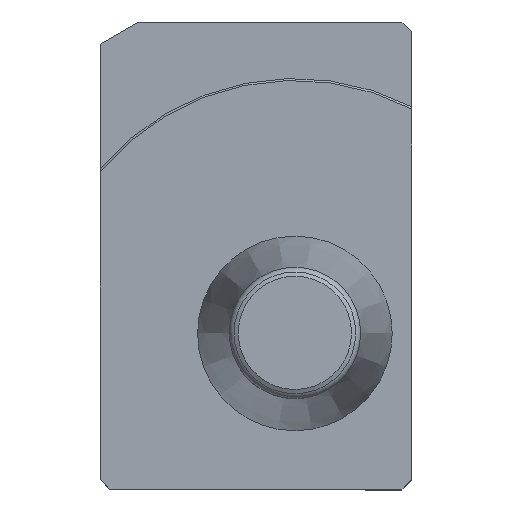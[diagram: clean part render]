
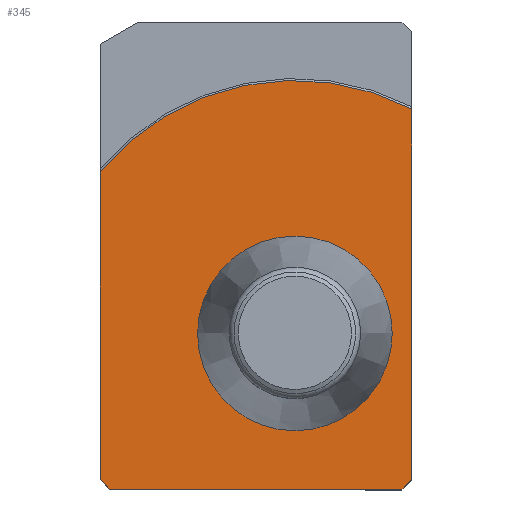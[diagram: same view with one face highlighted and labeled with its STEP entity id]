
A CAD part, top view. The second image highlights one B-rep face of the part: STEP entity #345.
In plain terms, the highlighted planar face has unit normal (0, 0, 1).
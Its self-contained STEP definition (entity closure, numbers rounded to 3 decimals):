
#150=FACE_BOUND('',#619,.T.);
#151=FACE_BOUND('',#620,.T.);
#221=CIRCLE('',#2133,13.);
#222=CIRCLE('',#2142,5.);
#345=ADVANCED_FACE('SHANK_NECK_TOP_1',(#150,#151),#452,.T.);
#452=PLANE('',#2143);
#619=EDGE_LOOP('',(#872));
#620=EDGE_LOOP('',(#873,#874,#875,#876,#877,#878));
#872=ORIENTED_EDGE('',*,*,#1561,.T.);
#873=ORIENTED_EDGE('',*,*,#1500,.F.);
#874=ORIENTED_EDGE('',*,*,#1555,.F.);
#875=ORIENTED_EDGE('',*,*,#1532,.F.);
#876=ORIENTED_EDGE('',*,*,#1554,.F.);
#877=ORIENTED_EDGE('',*,*,#1548,.F.);
#878=ORIENTED_EDGE('',*,*,#1551,.F.);
#1314=VERTEX_POINT('',#2848);
#1315=VERTEX_POINT('',#2850);
#1335=VERTEX_POINT('',#2937);
#1336=VERTEX_POINT('',#2939);
#1344=VERTEX_POINT('',#2965);
#1345=VERTEX_POINT('',#2967);
#1351=VERTEX_POINT('',#2998);
#1500=EDGE_CURVE('',#1314,#1315,#1775,.T.);
#1532=EDGE_CURVE('',#1335,#1336,#1798,.T.);
#1548=EDGE_CURVE('',#1344,#1345,#1812,.T.);
#1551=EDGE_CURVE('',#1315,#1344,#1814,.T.);
#1554=EDGE_CURVE('',#1345,#1335,#221,.T.);
#1555=EDGE_CURVE('',#1336,#1314,#1816,.T.);
#1561=EDGE_CURVE('',#1351,#1351,#222,.T.);
#1775=LINE('',#2849,#1917);
#1798=LINE('',#2938,#1940);
#1812=LINE('',#2966,#1954);
#1814=LINE('',#2975,#1956);
#1816=LINE('',#2983,#1958);
#1917=VECTOR('',#2300,1.);
#1940=VECTOR('',#2353,1.);
#1954=VECTOR('',#2377,1.);
#1956=VECTOR('',#2381,1.);
#1958=VECTOR('',#2395,1.);
#2133=AXIS2_PLACEMENT_3D('',#2981,#2391,#2392);
#2142=AXIS2_PLACEMENT_3D('',#2997,#2412,#2413);
#2143=AXIS2_PLACEMENT_3D('',#2999,#2414,#2415);
#2300=DIRECTION('',(-1.,0.,0.));
#2353=DIRECTION('',(0.,-1.,0.));
#2377=DIRECTION('',(0.,1.,0.));
#2381=DIRECTION('',(-0.707,0.707,0.));
#2391=DIRECTION('',(0.,0.,-1.));
#2392=DIRECTION('',(1.,0.,0.));
#2395=DIRECTION('',(-0.707,-0.707,0.));
#2412=DIRECTION('',(0.,0.,-1.));
#2413=DIRECTION('',(-1.,0.,0.));
#2414=DIRECTION('',(0.,0.,1.));
#2415=DIRECTION('',(-1.,0.,0.));
#2848=CARTESIAN_POINT('',(5.5,-8.,0.));
#2849=CARTESIAN_POINT('',(6.,-8.,0.));
#2850=CARTESIAN_POINT('',(-9.5,-8.,0.));
#2937=CARTESIAN_POINT('',(6.,11.533,0.));
#2938=CARTESIAN_POINT('',(6.,16.,0.));
#2939=CARTESIAN_POINT('',(6.,-7.5,0.));
#2965=CARTESIAN_POINT('',(-10.,-7.5,0.));
#2966=CARTESIAN_POINT('',(-10.,-8.,0.));
#2967=CARTESIAN_POINT('',(-10.,8.307,0.));
#2975=CARTESIAN_POINT('',(-9.5,-8.,0.));
#2981=CARTESIAN_POINT('',(0.,0.,0.));
#2983=CARTESIAN_POINT('',(6.,-7.5,0.));
#2997=CARTESIAN_POINT('',(0.,0.,0.));
#2998=CARTESIAN_POINT('',(-5.,0.,0.));
#2999=CARTESIAN_POINT('',(-2.,2.5,0.));
